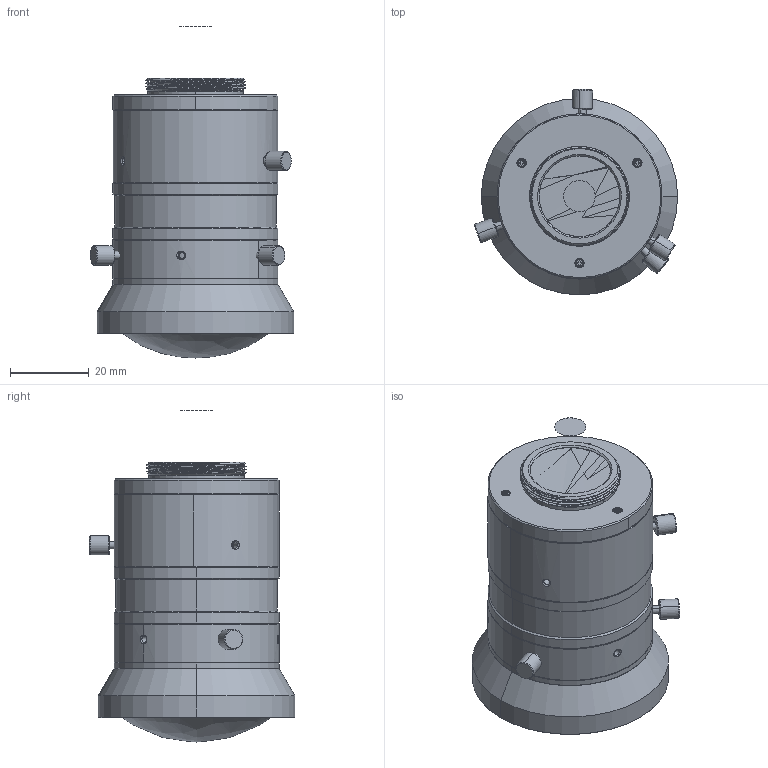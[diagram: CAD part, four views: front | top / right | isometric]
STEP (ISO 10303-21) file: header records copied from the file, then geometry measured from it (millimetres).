
FILE_DESCRIPTION (( 'STEP AP214' ), '1' );
FILE_NAME ('VA-LCM-25MP-12MM-F2.4-120_3D_Modeling.STEP', '2022-08-16T02:49:50', ( 'DH' ), ( '' ), 'SwSTEP 2.0', 'SolidWorks 2016', '' );
FILE_SCHEMA (( 'AUTOMOTIVE_DESIGN' ));
Length unit declared in the file: millimetre
Products named in the file (21): VA-LCM-25MP-12MM-F2.4-120-109; VA-LCM-25MP-12MM-F2.4-120_3D_Modeling; VA-LCM-25MP-12MM-F2.4-120-101; VA-LCM-25MP-12MM-F2.4-120-G1; VA-LCM-25MP-12MM-F2.4-120-301; VA-LCM-25MP-12MM-F2.4-120-303; VA-LCM-25MP-12MM-F2.4-120-G15; VA-LCM-25MP-12MM-F2.4-120-102; VA-LCM-25MP-12MM-F2.4-120-XM; VA-LCM-25MP-12MM-F2.4-120-103; VA-LCM-25MP-12MM-F2.4-120_ASM; VA-LCM-25MP-12MM-F2.4-120-02_ASM; VA-LCM-25MP-12MM-F2.4-120-104; VA-LCM-25MP-12MM-F2.4-120-502; VA-LCM-25MP-12MM-F2.4-120-504; VA-LCM-25MP-12MM-F2.4-120-16-502; VA-LCM-25MP-12MM-F2.4-120-505; VA-LCM-25MP-12MM-F2.4-120-106; VA-LCM-25MP-12MM-F2.4-120-509; VA-LCM-25MP-12MM-F2.4-120-107; VA-LCM-25MP-12MM-F2.4-120-105
Assembly tree (30 placements, depth 4):
  VA-LCM-25MP-12MM-F2.4-120_3D_Modeling
    VA-LCM-25MP-12MM-F2.4-120-101
    VA-LCM-25MP-12MM-F2.4-120-G1
    VA-LCM-25MP-12MM-F2.4-120-301
    VA-LCM-25MP-12MM-F2.4-120-103
    VA-LCM-25MP-12MM-F2.4-120-XM
    VA-LCM-25MP-12MM-F2.4-120-102
    VA-LCM-25MP-12MM-F2.4-120-02_ASM
      VA-LCM-25MP-12MM-F2.4-120_ASM
        VA-LCM-25MP-12MM-F2.4-120-G15
        VA-LCM-25MP-12MM-F2.4-120-303
    VA-LCM-25MP-12MM-F2.4-120-104
    VA-LCM-25MP-12MM-F2.4-120-105
    VA-LCM-25MP-12MM-F2.4-120-107
    VA-LCM-25MP-12MM-F2.4-120-509  x4
    VA-LCM-25MP-12MM-F2.4-120-106
    VA-LCM-25MP-12MM-F2.4-120-504
    VA-LCM-25MP-12MM-F2.4-120-502  x3
    VA-LCM-25MP-12MM-F2.4-120-16-502  x3
    VA-LCM-25MP-12MM-F2.4-120-505  x4
    VA-LCM-25MP-12MM-F2.4-120-109
Bounding box: 51.77 x 52.31 x 84.5 mm (x, y, z)
Volume: 44760.6 mm3
Topology: 26 solids, 28 shells, 869 faces, 2133 edges, 1345 vertices
Faces by surface type: cylinder 278, cone 234, plane 200, bspline 157
Entity records: 38075 total; most frequent: CARTESIAN_POINT 22537, ORIENTED_EDGE 3221, DIRECTION 2746, EDGE_CURVE 1614, AXIS2_PLACEMENT_3D 1073, VERTEX_POINT 1031, EDGE_LOOP 753, ADVANCED_FACE 653
